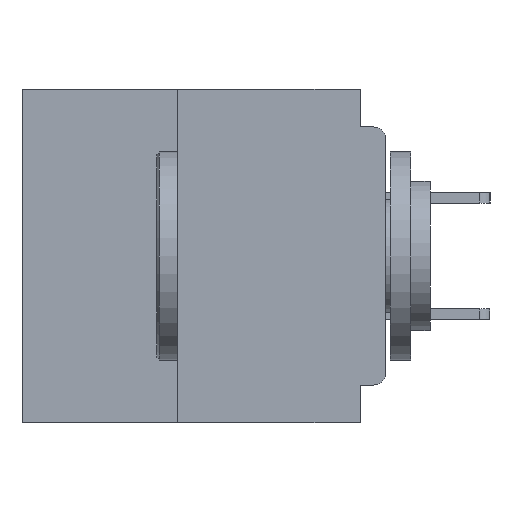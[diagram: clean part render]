
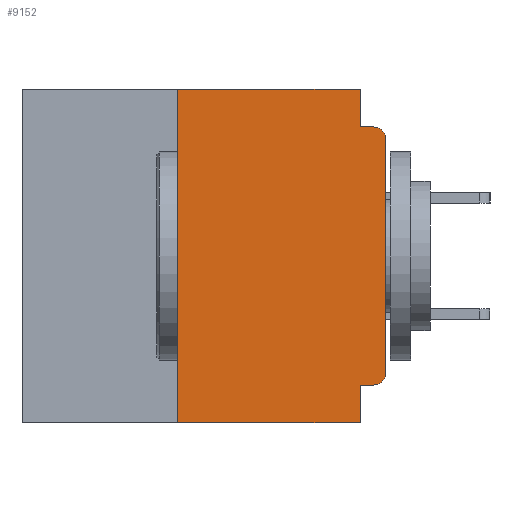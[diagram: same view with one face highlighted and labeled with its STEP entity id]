
A CAD part, left-side view. The second image highlights one B-rep face of the part: STEP entity #9152.
In plain terms, the highlighted planar face has unit normal (-1, 0, 0).
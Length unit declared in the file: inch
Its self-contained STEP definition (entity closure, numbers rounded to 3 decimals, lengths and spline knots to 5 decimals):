
#556 = DIRECTION ( 'NONE',  ( 0., 0., -1. ) ) ;
#973 = ORIENTED_EDGE ( 'NONE', *, *, #44031, .F. ) ;
#1658 = DIRECTION ( 'NONE',  ( 0., 0., -1. ) ) ;
#2597 = VERTEX_POINT ( 'NONE', #44546 ) ;
#2837 = AXIS2_PLACEMENT_3D ( 'NONE', #9736, #37310, #13704 ) ;
#3138 = CARTESIAN_POINT ( 'NONE',  ( 0., 0.25, -0.4 ) ) ;
#3459 = CARTESIAN_POINT ( 'NONE',  ( 0., 0.031, 0. ) ) ;
#3898 = VERTEX_POINT ( 'NONE', #12959 ) ;
#4127 = ORIENTED_EDGE ( 'NONE', *, *, #26811, .F. ) ;
#5763 = DIRECTION ( 'NONE',  ( 1., 0., 0. ) ) ;
#6918 = CARTESIAN_POINT ( 'NONE',  ( 0., 0.437, -0.4 ) ) ;
#7066 = AXIS2_PLACEMENT_3D ( 'NONE', #13657, #5763, #48958 ) ;
#7169 = DIRECTION ( 'NONE',  ( 0., -1., 0. ) ) ;
#7346 = EDGE_CURVE ( 'NONE', #30975, #3898, #43980, .T. ) ;
#7680 = VECTOR ( 'NONE', #7169, 39.37008 ) ;
#8253 = VECTOR ( 'NONE', #1658, 39.37008 ) ;
#8342 = CARTESIAN_POINT ( 'NONE',  ( 0., 0.031, 0. ) ) ;
#8429 = CARTESIAN_POINT ( 'NONE',  ( 0., 0., -0.355 ) ) ;
#8655 = LINE ( 'NONE', #16779, #38829 ) ;
#8741 = EDGE_CURVE ( 'NONE', #20481, #30975, #29931, .T. ) ;
#9152 = ADVANCED_FACE ( 'NONE', ( #11334 ), #45030, .F. ) ;
#9335 = CARTESIAN_POINT ( 'NONE',  ( 0., 0., -0.34 ) ) ;
#9417 = CARTESIAN_POINT ( 'NONE',  ( 0., 0., -0.045 ) ) ;
#9736 = CARTESIAN_POINT ( 'NONE',  ( 0., 0.015, -0.06 ) ) ;
#10936 = EDGE_CURVE ( 'NONE', #43568, #40045, #8655, .T. ) ;
#11038 = VECTOR ( 'NONE', #40877, 39.37008 ) ;
#11217 = LINE ( 'NONE', #6918, #29777 ) ;
#11334 = FACE_OUTER_BOUND ( 'NONE', #16054, .T. ) ;
#12531 = VERTEX_POINT ( 'NONE', #29423 ) ;
#12959 = CARTESIAN_POINT ( 'NONE',  ( 0., 0.031, -0.045 ) ) ;
#12963 = EDGE_CURVE ( 'NONE', #50235, #43568, #17825, .T. ) ;
#13523 = LINE ( 'NONE', #9417, #11038 ) ;
#13657 = CARTESIAN_POINT ( 'NONE',  ( 0., 0.437, 0. ) ) ;
#13704 = DIRECTION ( 'NONE',  ( 0., 0., -1. ) ) ;
#14828 = DIRECTION ( 'NONE',  ( 0., -1., 0. ) ) ;
#16054 = EDGE_LOOP ( 'NONE', ( #35888, #50470, #47844, #30737, #19791, #29218, #25709, #4127, #973, #50655 ) ) ;
#16674 = EDGE_CURVE ( 'NONE', #40045, #12531, #18914, .T. ) ;
#16779 = CARTESIAN_POINT ( 'NONE',  ( 0., 0., 0. ) ) ;
#17825 = CIRCLE ( 'NONE', #18298, 0.015 ) ;
#17963 = VECTOR ( 'NONE', #32078, 39.37008 ) ;
#18298 = AXIS2_PLACEMENT_3D ( 'NONE', #47544, #24243, #556 ) ;
#18914 = CIRCLE ( 'NONE', #2837, 0.015 ) ;
#19791 = ORIENTED_EDGE ( 'NONE', *, *, #8741, .F. ) ;
#20176 = CARTESIAN_POINT ( 'NONE',  ( 0., 0.015, -0.355 ) ) ;
#20481 = VERTEX_POINT ( 'NONE', #41724 ) ;
#24243 = DIRECTION ( 'NONE',  ( -1., 0., 0. ) ) ;
#25344 = CARTESIAN_POINT ( 'NONE',  ( 0., 0.031, -0.4 ) ) ;
#25709 = ORIENTED_EDGE ( 'NONE', *, *, #31753, .T. ) ;
#26811 = EDGE_CURVE ( 'NONE', #50355, #31466, #26856, .T. ) ;
#26856 = LINE ( 'NONE', #25344, #8253 ) ;
#26889 = CARTESIAN_POINT ( 'NONE',  ( 0., 0.437, 0. ) ) ;
#29218 = ORIENTED_EDGE ( 'NONE', *, *, #33119, .F. ) ;
#29423 = CARTESIAN_POINT ( 'NONE',  ( 0., 0.015, -0.045 ) ) ;
#29777 = VECTOR ( 'NONE', #14828, 39.37008 ) ;
#29931 = LINE ( 'NONE', #26889, #7680 ) ;
#30737 = ORIENTED_EDGE ( 'NONE', *, *, #7346, .F. ) ;
#30756 = DIRECTION ( 'NONE',  ( 0., 0., 1. ) ) ;
#30975 = VERTEX_POINT ( 'NONE', #3459 ) ;
#31466 = VERTEX_POINT ( 'NONE', #34124 ) ;
#31753 = EDGE_CURVE ( 'NONE', #2597, #31466, #11217, .T. ) ;
#31987 = DIRECTION ( 'NONE',  ( 0., 0., -1. ) ) ;
#32078 = DIRECTION ( 'NONE',  ( 0., 1., 0. ) ) ;
#32647 = DIRECTION ( 'NONE',  ( 0., 0., 1. ) ) ;
#33119 = EDGE_CURVE ( 'NONE', #2597, #20481, #50320, .T. ) ;
#34124 = CARTESIAN_POINT ( 'NONE',  ( 0., 0.031, -0.4 ) ) ;
#34924 = VECTOR ( 'NONE', #31987, 39.37008 ) ;
#35221 = LINE ( 'NONE', #8429, #17963 ) ;
#35888 = ORIENTED_EDGE ( 'NONE', *, *, #10936, .T. ) ;
#37310 = DIRECTION ( 'NONE',  ( -1., 0., 0. ) ) ;
#38829 = VECTOR ( 'NONE', #32647, 39.37008 ) ;
#40045 = VERTEX_POINT ( 'NONE', #41317 ) ;
#40877 = DIRECTION ( 'NONE',  ( 0., -1., 0. ) ) ;
#41208 = VECTOR ( 'NONE', #30756, 39.37008 ) ;
#41317 = CARTESIAN_POINT ( 'NONE',  ( 0., 0., -0.06 ) ) ;
#41724 = CARTESIAN_POINT ( 'NONE',  ( 0., 0.25, 0. ) ) ;
#43568 = VERTEX_POINT ( 'NONE', #9335 ) ;
#43980 = LINE ( 'NONE', #8342, #34924 ) ;
#44031 = EDGE_CURVE ( 'NONE', #50235, #50355, #35221, .T. ) ;
#44407 = CARTESIAN_POINT ( 'NONE',  ( 0., 0.031, -0.355 ) ) ;
#44546 = CARTESIAN_POINT ( 'NONE',  ( 0., 0.25, -0.4 ) ) ;
#44721 = EDGE_CURVE ( 'NONE', #3898, #12531, #13523, .T. ) ;
#45030 = PLANE ( 'NONE',  #7066 ) ;
#47544 = CARTESIAN_POINT ( 'NONE',  ( 0., 0.015, -0.34 ) ) ;
#47844 = ORIENTED_EDGE ( 'NONE', *, *, #44721, .F. ) ;
#48958 = DIRECTION ( 'NONE',  ( 0., 0., -1. ) ) ;
#50235 = VERTEX_POINT ( 'NONE', #20176 ) ;
#50320 = LINE ( 'NONE', #3138, #41208 ) ;
#50355 = VERTEX_POINT ( 'NONE', #44407 ) ;
#50470 = ORIENTED_EDGE ( 'NONE', *, *, #16674, .T. ) ;
#50655 = ORIENTED_EDGE ( 'NONE', *, *, #12963, .T. ) ;
